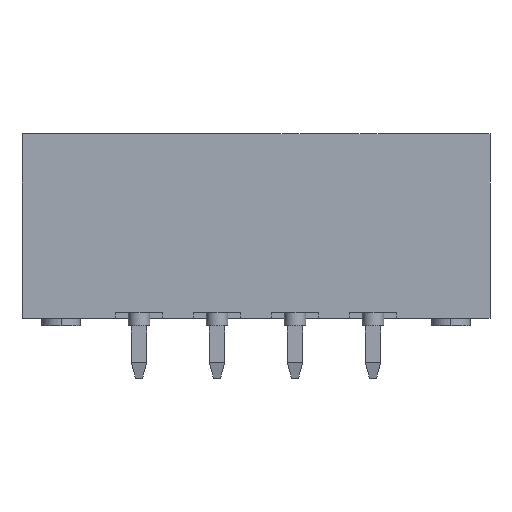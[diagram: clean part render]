
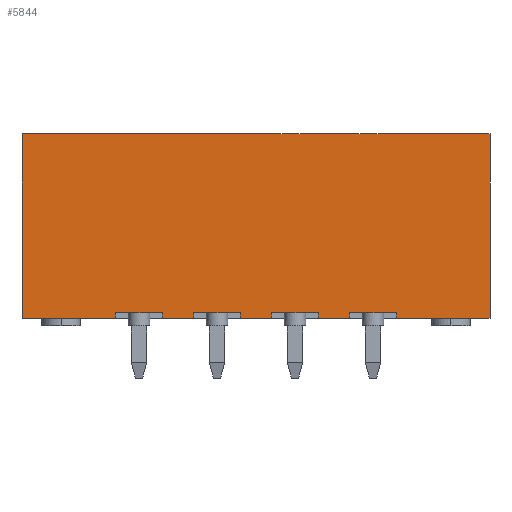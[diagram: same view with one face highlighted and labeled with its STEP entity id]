
A CAD part, front view. The second image highlights one B-rep face of the part: STEP entity #5844.
In plain terms, the highlighted planar face has unit normal (0, -1, 0).
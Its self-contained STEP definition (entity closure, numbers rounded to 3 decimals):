
#3757=CARTESIAN_POINT('',(-9.12,-3.8,0.35));
#3758=VERTEX_POINT('',#3757);
#3765=CARTESIAN_POINT('',(-9.12,-3.8,0.));
#3766=VERTEX_POINT('',#3765);
#3767=CARTESIAN_POINT('',(-9.12,-3.8,0.35));
#3768=DIRECTION('',(0.0,0.0,-1.0));
#3769=VECTOR('',#3768,0.35);
#3770=LINE('',#3767,#3769);
#3771=EDGE_CURVE('',#3758,#3766,#3770,.T.);
#4061=CARTESIAN_POINT('',(-15.24,-3.8,12.));
#4062=VERTEX_POINT('',#4061);
#4094=CARTESIAN_POINT('',(-15.24,-3.8,0.));
#4095=VERTEX_POINT('',#4094);
#4102=CARTESIAN_POINT('',(-15.24,-3.8,12.));
#4103=DIRECTION('',(0.0,0.0,-1.0));
#4104=VECTOR('',#4103,12.0);
#4105=LINE('',#4102,#4104);
#4106=EDGE_CURVE('',#4062,#4095,#4105,.T.);
#4201=CARTESIAN_POINT('',(-6.12,-3.8,0.35));
#4202=VERTEX_POINT('',#4201);
#4209=CARTESIAN_POINT('',(-9.12,-3.8,0.35));
#4210=DIRECTION('',(1.0,0.0,0.0));
#4211=VECTOR('',#4210,3.0);
#4212=LINE('',#4209,#4211);
#4213=EDGE_CURVE('',#3758,#4202,#4212,.T.);
#4673=CARTESIAN_POINT('',(-6.12,-3.8,0.));
#4674=VERTEX_POINT('',#4673);
#4681=CARTESIAN_POINT('',(-6.12,-3.8,0.35));
#4682=DIRECTION('',(0.0,0.0,-1.0));
#4683=VECTOR('',#4682,0.35);
#4684=LINE('',#4681,#4683);
#4685=EDGE_CURVE('',#4202,#4674,#4684,.T.);
#4698=CARTESIAN_POINT('',(-4.04,-3.8,0.));
#4699=VERTEX_POINT('',#4698);
#4706=CARTESIAN_POINT('',(-6.12,-3.8,0.));
#4707=DIRECTION('',(1.0,0.0,0.0));
#4708=VECTOR('',#4707,2.08);
#4709=LINE('',#4706,#4708);
#4710=EDGE_CURVE('',#4674,#4699,#4709,.T.);
#4715=CARTESIAN_POINT('',(-9.12,-3.8,0.));
#4716=DIRECTION('',(-1.0,0.0,0.0));
#4717=VECTOR('',#4716,6.12);
#4718=LINE('',#4715,#4717);
#4719=EDGE_CURVE('',#3766,#4095,#4718,.T.);
#4730=CARTESIAN_POINT('',(15.24,-3.8,0.));
#4731=VERTEX_POINT('',#4730);
#4738=CARTESIAN_POINT('',(9.12,-3.8,0.));
#4739=VERTEX_POINT('',#4738);
#4740=CARTESIAN_POINT('',(15.24,-3.8,0.));
#4741=DIRECTION('',(-1.0,0.0,0.0));
#4742=VECTOR('',#4741,6.12);
#4743=LINE('',#4740,#4742);
#4744=EDGE_CURVE('',#4731,#4739,#4743,.T.);
#4762=CARTESIAN_POINT('',(6.12,-3.8,0.));
#4763=VERTEX_POINT('',#4762);
#4770=CARTESIAN_POINT('',(4.04,-3.8,0.));
#4771=VERTEX_POINT('',#4770);
#4772=CARTESIAN_POINT('',(4.04,-3.8,0.));
#4773=DIRECTION('',(1.0,0.0,0.0));
#4774=VECTOR('',#4773,2.08);
#4775=LINE('',#4772,#4774);
#4776=EDGE_CURVE('',#4771,#4763,#4775,.T.);
#4794=CARTESIAN_POINT('',(1.04,-3.8,0.));
#4795=VERTEX_POINT('',#4794);
#4802=CARTESIAN_POINT('',(-1.04,-3.8,0.));
#4803=VERTEX_POINT('',#4802);
#4804=CARTESIAN_POINT('',(-1.04,-3.8,0.));
#4805=DIRECTION('',(1.0,0.0,0.0));
#4806=VECTOR('',#4805,2.08);
#4807=LINE('',#4804,#4806);
#4808=EDGE_CURVE('',#4803,#4795,#4807,.T.);
#4838=CARTESIAN_POINT('',(-4.04,-3.8,0.35));
#4839=VERTEX_POINT('',#4838);
#4846=CARTESIAN_POINT('',(-4.04,-3.8,0.35));
#4847=DIRECTION('',(0.0,0.0,-1.0));
#4848=VECTOR('',#4847,0.35);
#4849=LINE('',#4846,#4848);
#4850=EDGE_CURVE('',#4839,#4699,#4849,.T.);
#4902=CARTESIAN_POINT('',(-1.04,-3.8,0.35));
#4903=VERTEX_POINT('',#4902);
#4904=CARTESIAN_POINT('',(-4.04,-3.8,0.35));
#4905=DIRECTION('',(1.0,0.0,0.0));
#4906=VECTOR('',#4905,3.);
#4907=LINE('',#4904,#4906);
#4908=EDGE_CURVE('',#4839,#4903,#4907,.T.);
#5756=CARTESIAN_POINT('',(-1.04,-3.8,0.35));
#5757=DIRECTION('',(0.0,0.0,-1.0));
#5758=VECTOR('',#5757,0.35);
#5759=LINE('',#5756,#5758);
#5760=EDGE_CURVE('',#4903,#4803,#5759,.T.);
#5767=CARTESIAN_POINT('',(-16.764,-3.8,12.6));
#5768=DIRECTION('',(0.0,1.0,0.0));
#5769=DIRECTION('',(-1.0,0.0,0.0));
#5770=AXIS2_PLACEMENT_3D('',#5767,#5768,#5769);
#5771=PLANE('',#5770);
#5772=ORIENTED_EDGE('',*,*,#4908,.T.);
#5773=ORIENTED_EDGE('',*,*,#5760,.T.);
#5774=ORIENTED_EDGE('',*,*,#4808,.T.);
#5775=CARTESIAN_POINT('',(1.04,-3.8,0.35));
#5776=VERTEX_POINT('',#5775);
#5777=CARTESIAN_POINT('',(1.04,-3.8,0.35));
#5778=DIRECTION('',(0.0,0.0,-1.0));
#5779=VECTOR('',#5778,0.35);
#5780=LINE('',#5777,#5779);
#5781=EDGE_CURVE('',#5776,#4795,#5780,.T.);
#5782=ORIENTED_EDGE('',*,*,#5781,.F.);
#5783=CARTESIAN_POINT('',(4.04,-3.8,0.35));
#5784=VERTEX_POINT('',#5783);
#5785=CARTESIAN_POINT('',(1.04,-3.8,0.35));
#5786=DIRECTION('',(1.0,0.0,0.0));
#5787=VECTOR('',#5786,3.);
#5788=LINE('',#5785,#5787);
#5789=EDGE_CURVE('',#5776,#5784,#5788,.T.);
#5790=ORIENTED_EDGE('',*,*,#5789,.T.);
#5791=CARTESIAN_POINT('',(4.04,-3.8,0.35));
#5792=DIRECTION('',(0.0,0.0,-1.0));
#5793=VECTOR('',#5792,0.35);
#5794=LINE('',#5791,#5793);
#5795=EDGE_CURVE('',#5784,#4771,#5794,.T.);
#5796=ORIENTED_EDGE('',*,*,#5795,.T.);
#5797=ORIENTED_EDGE('',*,*,#4776,.T.);
#5798=CARTESIAN_POINT('',(6.12,-3.8,0.35));
#5799=VERTEX_POINT('',#5798);
#5800=CARTESIAN_POINT('',(6.12,-3.8,0.35));
#5801=DIRECTION('',(0.0,0.0,-1.0));
#5802=VECTOR('',#5801,0.35);
#5803=LINE('',#5800,#5802);
#5804=EDGE_CURVE('',#5799,#4763,#5803,.T.);
#5805=ORIENTED_EDGE('',*,*,#5804,.F.);
#5806=CARTESIAN_POINT('',(9.12,-3.8,0.35));
#5807=VERTEX_POINT('',#5806);
#5808=CARTESIAN_POINT('',(6.12,-3.8,0.35));
#5809=DIRECTION('',(1.0,0.0,0.0));
#5810=VECTOR('',#5809,3.);
#5811=LINE('',#5808,#5810);
#5812=EDGE_CURVE('',#5799,#5807,#5811,.T.);
#5813=ORIENTED_EDGE('',*,*,#5812,.T.);
#5814=CARTESIAN_POINT('',(9.12,-3.8,0.));
#5815=DIRECTION('',(0.0,0.0,1.0));
#5816=VECTOR('',#5815,0.35);
#5817=LINE('',#5814,#5816);
#5818=EDGE_CURVE('',#4739,#5807,#5817,.T.);
#5819=ORIENTED_EDGE('',*,*,#5818,.F.);
#5820=ORIENTED_EDGE('',*,*,#4744,.F.);
#5821=CARTESIAN_POINT('',(15.24,-3.8,12.));
#5822=VERTEX_POINT('',#5821);
#5823=CARTESIAN_POINT('',(15.24,-3.8,0.));
#5824=DIRECTION('',(0.0,0.0,1.0));
#5825=VECTOR('',#5824,12.0);
#5826=LINE('',#5823,#5825);
#5827=EDGE_CURVE('',#4731,#5822,#5826,.T.);
#5828=ORIENTED_EDGE('',*,*,#5827,.T.);
#5829=CARTESIAN_POINT('',(-15.24,-3.8,12.));
#5830=DIRECTION('',(1.0,0.0,0.0));
#5831=VECTOR('',#5830,30.48);
#5832=LINE('',#5829,#5831);
#5833=EDGE_CURVE('',#4062,#5822,#5832,.T.);
#5834=ORIENTED_EDGE('',*,*,#5833,.F.);
#5835=ORIENTED_EDGE('',*,*,#4106,.T.);
#5836=ORIENTED_EDGE('',*,*,#4719,.F.);
#5837=ORIENTED_EDGE('',*,*,#3771,.F.);
#5838=ORIENTED_EDGE('',*,*,#4213,.T.);
#5839=ORIENTED_EDGE('',*,*,#4685,.T.);
#5840=ORIENTED_EDGE('',*,*,#4710,.T.);
#5841=ORIENTED_EDGE('',*,*,#4850,.F.);
#5842=EDGE_LOOP('',(#5772,#5773,#5774,#5782,#5790,#5796,#5797,#5805,#5813,#5819,#5820,#5828,#5834,#5835,#5836,#5837,#5838,#5839,#5840,#5841));
#5843=FACE_OUTER_BOUND('',#5842,.T.);
#5844=ADVANCED_FACE('',(#5843),#5771,.F.);
